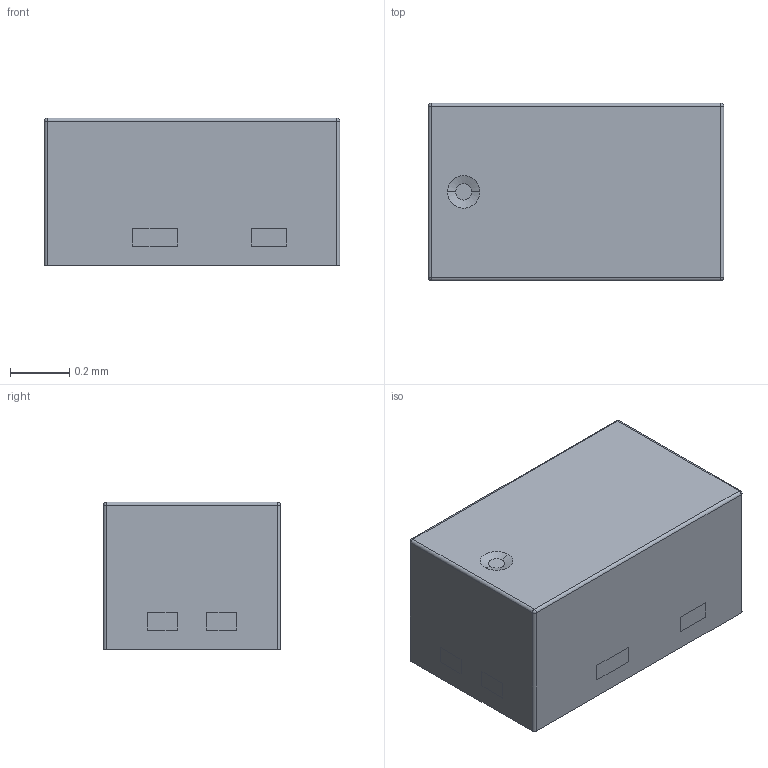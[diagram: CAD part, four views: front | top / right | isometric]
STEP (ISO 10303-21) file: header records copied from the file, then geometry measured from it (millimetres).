
FILE_DESCRIPTION (( 'STEP AP214' ), '1' );
FILE_NAME ('User Library-X1-DFN1006-3_Dot.STEP', '2021-12-31T00:22:26', ( '' ), ( '' ), 'SwSTEP 2.0', 'SolidWorks 2021', '' );
FILE_SCHEMA (( 'AUTOMOTIVE_DESIGN' ));
Length unit declared in the file: millimetre
Products named in the file (1): User Library-X1-DFN1006-3_Dot
Bounding box: 1 x 0.6 x 0.5 mm (x, y, z)
Volume: 0.3 mm3; surface area: 4.9 mm2
Topology: 4 solids, 4 shells, 142 faces, 390 edges, 248 vertices
Faces by surface type: plane 72, cylinder 64, bspline 4, cone 2
Entity records: 4648 total; most frequent: CARTESIAN_POINT 837, DIRECTION 796, ORIENTED_EDGE 772, EDGE_CURVE 386, AXIS2_PLACEMENT_3D 271, VECTOR 254, LINE 254, VERTEX_POINT 248
